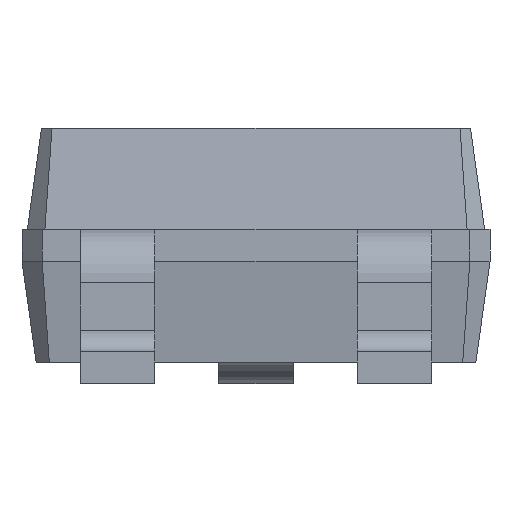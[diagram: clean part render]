
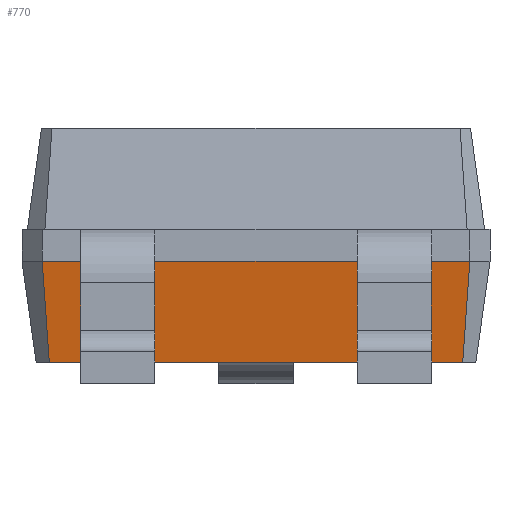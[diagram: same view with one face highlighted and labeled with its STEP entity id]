
A CAD part, front view. The second image highlights one B-rep face of the part: STEP entity #770.
In plain terms, the highlighted free-form (B-spline) face has degree [1, 1] with [2, 2] control points.
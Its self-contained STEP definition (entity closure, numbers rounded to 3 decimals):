
#54 = PLANE('',#55);
#55 = AXIS2_PLACEMENT_3D('',#56,#57,#58);
#56 = CARTESIAN_POINT('',(-1.033,-0.547,0.1));
#57 = DIRECTION('',(0.,0.,-1.));
#58 = DIRECTION('',(0.884,0.468,0.));
#134 = B_SPLINE_SURFACE_WITH_KNOTS('',1,1,(
    (#135,#136)
    ,(#137,#138
    )),.UNSPECIFIED.,.F.,.F.,.F.,(2,2),(2,2),(0.,0.134),(
    0.,1.),.PIECEWISE_BEZIER_KNOTS.);
#135 = CARTESIAN_POINT('',(-0.972,-0.608,0.1));
#136 = CARTESIAN_POINT('',(-1.005,-0.675,0.575));
#137 = CARTESIAN_POINT('',(-1.033,-0.547,0.1));
#138 = CARTESIAN_POINT('',(-1.1,-0.58,0.575));
#254 = VERTEX_POINT('',#255);
#255 = CARTESIAN_POINT('',(0.972,-0.608,0.1));
#269 = B_SPLINE_SURFACE_WITH_KNOTS('',1,1,(
    (#270,#271)
    ,(#272,#273
    )),.UNSPECIFIED.,.F.,.F.,.F.,(2,2),(2,2),(0.,0.134),(
    0.,1.),.PIECEWISE_BEZIER_KNOTS.);
#270 = CARTESIAN_POINT('',(1.033,-0.547,0.1));
#271 = CARTESIAN_POINT('',(1.1,-0.58,0.575));
#272 = CARTESIAN_POINT('',(0.972,-0.608,0.1));
#273 = CARTESIAN_POINT('',(1.005,-0.675,0.575));
#280 = EDGE_CURVE('',#254,#281,#283,.T.);
#281 = VERTEX_POINT('',#282);
#282 = CARTESIAN_POINT('',(-0.972,-0.608,0.1));
#283 = SURFACE_CURVE('',#284,(#288,#295),.PCURVE_S1.);
#284 = LINE('',#285,#286);
#285 = CARTESIAN_POINT('',(0.972,-0.608,0.1));
#286 = VECTOR('',#287,1.);
#287 = DIRECTION('',(-1.,0.,0.));
#288 = PCURVE('',#54,#289);
#289 = DEFINITIONAL_REPRESENTATION('',(#290),#294);
#290 = LINE('',#291,#292);
#291 = CARTESIAN_POINT('',(1.743,0.992));
#292 = VECTOR('',#293,1.);
#293 = DIRECTION('',(-0.884,-0.468));
#294 = ( GEOMETRIC_REPRESENTATION_CONTEXT(2) 
PARAMETRIC_REPRESENTATION_CONTEXT() REPRESENTATION_CONTEXT('2D SPACE',''
  ) );
#295 = PCURVE('',#296,#301);
#296 = B_SPLINE_SURFACE_WITH_KNOTS('',1,1,(
    (#297,#298)
    ,(#299,#300
    )),.UNSPECIFIED.,.F.,.F.,.F.,(2,2),(2,2),(0.,2.01),(0.,1.)
  ,.PIECEWISE_BEZIER_KNOTS.);
#297 = CARTESIAN_POINT('',(0.972,-0.608,0.1));
#298 = CARTESIAN_POINT('',(1.005,-0.675,0.575));
#299 = CARTESIAN_POINT('',(-0.972,-0.608,0.1));
#300 = CARTESIAN_POINT('',(-1.005,-0.675,0.575));
#301 = DEFINITIONAL_REPRESENTATION('',(#302),#305);
#302 = B_SPLINE_CURVE_WITH_KNOTS('',1,(#303,#304),.UNSPECIFIED.,.F.,.F.,
  (2,2),(0.,1.943),.PIECEWISE_BEZIER_KNOTS.);
#303 = CARTESIAN_POINT('',(0.,0.));
#304 = CARTESIAN_POINT('',(2.01,0.));
#305 = ( GEOMETRIC_REPRESENTATION_CONTEXT(2) 
PARAMETRIC_REPRESENTATION_CONTEXT() REPRESENTATION_CONTEXT('2D SPACE',''
  ) );
#461 = VERTEX_POINT('',#462);
#462 = CARTESIAN_POINT('',(-1.005,-0.675,0.575));
#483 = EDGE_CURVE('',#281,#461,#484,.T.);
#484 = SURFACE_CURVE('',#485,(#488,#495),.PCURVE_S1.);
#485 = B_SPLINE_CURVE_WITH_KNOTS('',1,(#486,#487),.UNSPECIFIED.,.F.,.F.,
  (2,2),(0.,1.),.PIECEWISE_BEZIER_KNOTS.);
#486 = CARTESIAN_POINT('',(-0.972,-0.608,0.1));
#487 = CARTESIAN_POINT('',(-1.005,-0.675,0.575));
#488 = PCURVE('',#134,#489);
#489 = DEFINITIONAL_REPRESENTATION('',(#490),#494);
#490 = LINE('',#491,#492);
#491 = CARTESIAN_POINT('',(0.,0.));
#492 = VECTOR('',#493,1.);
#493 = DIRECTION('',(0.,1.));
#494 = ( GEOMETRIC_REPRESENTATION_CONTEXT(2) 
PARAMETRIC_REPRESENTATION_CONTEXT() REPRESENTATION_CONTEXT('2D SPACE',''
  ) );
#495 = PCURVE('',#296,#496);
#496 = DEFINITIONAL_REPRESENTATION('',(#497),#501);
#497 = LINE('',#498,#499);
#498 = CARTESIAN_POINT('',(2.01,0.));
#499 = VECTOR('',#500,1.);
#500 = DIRECTION('',(0.,1.));
#501 = ( GEOMETRIC_REPRESENTATION_CONTEXT(2) 
PARAMETRIC_REPRESENTATION_CONTEXT() REPRESENTATION_CONTEXT('2D SPACE',''
  ) );
#722 = EDGE_CURVE('',#254,#723,#725,.T.);
#723 = VERTEX_POINT('',#724);
#724 = CARTESIAN_POINT('',(1.005,-0.675,0.575));
#725 = SURFACE_CURVE('',#726,(#729,#736),.PCURVE_S1.);
#726 = B_SPLINE_CURVE_WITH_KNOTS('',1,(#727,#728),.UNSPECIFIED.,.F.,.F.,
  (2,2),(0.,1.),.PIECEWISE_BEZIER_KNOTS.);
#727 = CARTESIAN_POINT('',(0.972,-0.608,0.1));
#728 = CARTESIAN_POINT('',(1.005,-0.675,0.575));
#729 = PCURVE('',#269,#730);
#730 = DEFINITIONAL_REPRESENTATION('',(#731),#735);
#731 = LINE('',#732,#733);
#732 = CARTESIAN_POINT('',(0.134,0.));
#733 = VECTOR('',#734,1.);
#734 = DIRECTION('',(0.,1.));
#735 = ( GEOMETRIC_REPRESENTATION_CONTEXT(2) 
PARAMETRIC_REPRESENTATION_CONTEXT() REPRESENTATION_CONTEXT('2D SPACE',''
  ) );
#736 = PCURVE('',#296,#737);
#737 = DEFINITIONAL_REPRESENTATION('',(#738),#742);
#738 = LINE('',#739,#740);
#739 = CARTESIAN_POINT('',(0.,0.));
#740 = VECTOR('',#741,1.);
#741 = DIRECTION('',(0.,1.));
#742 = ( GEOMETRIC_REPRESENTATION_CONTEXT(2) 
PARAMETRIC_REPRESENTATION_CONTEXT() REPRESENTATION_CONTEXT('2D SPACE',''
  ) );
#770 = ADVANCED_FACE('',(#771),#296,.F.);
#771 = FACE_BOUND('',#772,.F.);
#772 = EDGE_LOOP('',(#773,#774,#775,#803,#831,#859,#887,#913));
#773 = ORIENTED_EDGE('',*,*,#280,.T.);
#774 = ORIENTED_EDGE('',*,*,#483,.T.);
#775 = ORIENTED_EDGE('',*,*,#776,.F.);
#776 = EDGE_CURVE('',#777,#461,#779,.T.);
#777 = VERTEX_POINT('',#778);
#778 = CARTESIAN_POINT('',(-0.825,-0.675,0.575));
#779 = SURFACE_CURVE('',#780,(#784,#791),.PCURVE_S1.);
#780 = LINE('',#781,#782);
#781 = CARTESIAN_POINT('',(1.005,-0.675,0.575));
#782 = VECTOR('',#783,1.);
#783 = DIRECTION('',(-1.,0.,0.));
#784 = PCURVE('',#296,#785);
#785 = DEFINITIONAL_REPRESENTATION('',(#786),#790);
#786 = LINE('',#787,#788);
#787 = CARTESIAN_POINT('',(0.,1.));
#788 = VECTOR('',#789,1.);
#789 = DIRECTION('',(1.,0.));
#790 = ( GEOMETRIC_REPRESENTATION_CONTEXT(2) 
PARAMETRIC_REPRESENTATION_CONTEXT() REPRESENTATION_CONTEXT('2D SPACE',''
  ) );
#791 = PCURVE('',#792,#797);
#792 = PLANE('',#793);
#793 = AXIS2_PLACEMENT_3D('',#794,#795,#796);
#794 = CARTESIAN_POINT('',(1.005,-0.675,0.725));
#795 = DIRECTION('',(0.,1.,0.));
#796 = DIRECTION('',(-1.,0.,0.));
#797 = DEFINITIONAL_REPRESENTATION('',(#798),#802);
#798 = LINE('',#799,#800);
#799 = CARTESIAN_POINT('',(0.,-0.15));
#800 = VECTOR('',#801,1.);
#801 = DIRECTION('',(1.,0.));
#802 = ( GEOMETRIC_REPRESENTATION_CONTEXT(2) 
PARAMETRIC_REPRESENTATION_CONTEXT() REPRESENTATION_CONTEXT('2D SPACE',''
  ) );
#803 = ORIENTED_EDGE('',*,*,#804,.F.);
#804 = EDGE_CURVE('',#805,#777,#807,.T.);
#805 = VERTEX_POINT('',#806);
#806 = CARTESIAN_POINT('',(-0.475,-0.675,0.575));
#807 = SURFACE_CURVE('',#808,(#812,#819),.PCURVE_S1.);
#808 = LINE('',#809,#810);
#809 = CARTESIAN_POINT('',(-0.475,-0.675,0.575));
#810 = VECTOR('',#811,1.);
#811 = DIRECTION('',(-1.,0.,0.));
#812 = PCURVE('',#296,#813);
#813 = DEFINITIONAL_REPRESENTATION('',(#814),#818);
#814 = B_SPLINE_CURVE_WITH_KNOTS('',2,(#815,#816,#817),.UNSPECIFIED.,.F.
  ,.F.,(3,3),(0.,0.35),.PIECEWISE_BEZIER_KNOTS.);
#815 = CARTESIAN_POINT('',(1.48,1.));
#816 = CARTESIAN_POINT('',(1.655,1.));
#817 = CARTESIAN_POINT('',(1.83,1.));
#818 = ( GEOMETRIC_REPRESENTATION_CONTEXT(2) 
PARAMETRIC_REPRESENTATION_CONTEXT() REPRESENTATION_CONTEXT('2D SPACE',''
  ) );
#819 = PCURVE('',#820,#825);
#820 = CYLINDRICAL_SURFACE('',#821,0.1);
#821 = AXIS2_PLACEMENT_3D('',#822,#823,#824);
#822 = CARTESIAN_POINT('',(-0.475,-0.675,0.475));
#823 = DIRECTION('',(1.,0.,0.));
#824 = DIRECTION('',(0.,0.,1.));
#825 = DEFINITIONAL_REPRESENTATION('',(#826),#830);
#826 = LINE('',#827,#828);
#827 = CARTESIAN_POINT('',(0.,0.));
#828 = VECTOR('',#829,1.);
#829 = DIRECTION('',(0.,-1.));
#830 = ( GEOMETRIC_REPRESENTATION_CONTEXT(2) 
PARAMETRIC_REPRESENTATION_CONTEXT() REPRESENTATION_CONTEXT('2D SPACE',''
  ) );
#831 = ORIENTED_EDGE('',*,*,#832,.F.);
#832 = EDGE_CURVE('',#833,#805,#835,.T.);
#833 = VERTEX_POINT('',#834);
#834 = CARTESIAN_POINT('',(0.475,-0.675,0.575));
#835 = SURFACE_CURVE('',#836,(#840,#847),.PCURVE_S1.);
#836 = LINE('',#837,#838);
#837 = CARTESIAN_POINT('',(1.005,-0.675,0.575));
#838 = VECTOR('',#839,1.);
#839 = DIRECTION('',(-1.,0.,0.));
#840 = PCURVE('',#296,#841);
#841 = DEFINITIONAL_REPRESENTATION('',(#842),#846);
#842 = LINE('',#843,#844);
#843 = CARTESIAN_POINT('',(0.,1.));
#844 = VECTOR('',#845,1.);
#845 = DIRECTION('',(1.,0.));
#846 = ( GEOMETRIC_REPRESENTATION_CONTEXT(2) 
PARAMETRIC_REPRESENTATION_CONTEXT() REPRESENTATION_CONTEXT('2D SPACE',''
  ) );
#847 = PCURVE('',#848,#853);
#848 = PLANE('',#849);
#849 = AXIS2_PLACEMENT_3D('',#850,#851,#852);
#850 = CARTESIAN_POINT('',(1.005,-0.675,0.725));
#851 = DIRECTION('',(0.,1.,0.));
#852 = DIRECTION('',(-1.,0.,0.));
#853 = DEFINITIONAL_REPRESENTATION('',(#854),#858);
#854 = LINE('',#855,#856);
#855 = CARTESIAN_POINT('',(0.,-0.15));
#856 = VECTOR('',#857,1.);
#857 = DIRECTION('',(1.,0.));
#858 = ( GEOMETRIC_REPRESENTATION_CONTEXT(2) 
PARAMETRIC_REPRESENTATION_CONTEXT() REPRESENTATION_CONTEXT('2D SPACE',''
  ) );
#859 = ORIENTED_EDGE('',*,*,#860,.F.);
#860 = EDGE_CURVE('',#861,#833,#863,.T.);
#861 = VERTEX_POINT('',#862);
#862 = CARTESIAN_POINT('',(0.825,-0.675,0.575));
#863 = SURFACE_CURVE('',#864,(#868,#875),.PCURVE_S1.);
#864 = LINE('',#865,#866);
#865 = CARTESIAN_POINT('',(0.825,-0.675,0.575));
#866 = VECTOR('',#867,1.);
#867 = DIRECTION('',(-1.,0.,0.));
#868 = PCURVE('',#296,#869);
#869 = DEFINITIONAL_REPRESENTATION('',(#870),#874);
#870 = B_SPLINE_CURVE_WITH_KNOTS('',2,(#871,#872,#873),.UNSPECIFIED.,.F.
  ,.F.,(3,3),(0.,0.35),.PIECEWISE_BEZIER_KNOTS.);
#871 = CARTESIAN_POINT('',(0.18,1.));
#872 = CARTESIAN_POINT('',(0.355,1.));
#873 = CARTESIAN_POINT('',(0.53,1.));
#874 = ( GEOMETRIC_REPRESENTATION_CONTEXT(2) 
PARAMETRIC_REPRESENTATION_CONTEXT() REPRESENTATION_CONTEXT('2D SPACE',''
  ) );
#875 = PCURVE('',#876,#881);
#876 = CYLINDRICAL_SURFACE('',#877,0.1);
#877 = AXIS2_PLACEMENT_3D('',#878,#879,#880);
#878 = CARTESIAN_POINT('',(0.825,-0.675,0.475));
#879 = DIRECTION('',(1.,0.,0.));
#880 = DIRECTION('',(0.,0.,1.));
#881 = DEFINITIONAL_REPRESENTATION('',(#882),#886);
#882 = LINE('',#883,#884);
#883 = CARTESIAN_POINT('',(0.,0.));
#884 = VECTOR('',#885,1.);
#885 = DIRECTION('',(0.,-1.));
#886 = ( GEOMETRIC_REPRESENTATION_CONTEXT(2) 
PARAMETRIC_REPRESENTATION_CONTEXT() REPRESENTATION_CONTEXT('2D SPACE',''
  ) );
#887 = ORIENTED_EDGE('',*,*,#888,.F.);
#888 = EDGE_CURVE('',#723,#861,#889,.T.);
#889 = SURFACE_CURVE('',#890,(#894,#901),.PCURVE_S1.);
#890 = LINE('',#891,#892);
#891 = CARTESIAN_POINT('',(1.005,-0.675,0.575));
#892 = VECTOR('',#893,1.);
#893 = DIRECTION('',(-1.,0.,0.));
#894 = PCURVE('',#296,#895);
#895 = DEFINITIONAL_REPRESENTATION('',(#896),#900);
#896 = LINE('',#897,#898);
#897 = CARTESIAN_POINT('',(0.,1.));
#898 = VECTOR('',#899,1.);
#899 = DIRECTION('',(1.,0.));
#900 = ( GEOMETRIC_REPRESENTATION_CONTEXT(2) 
PARAMETRIC_REPRESENTATION_CONTEXT() REPRESENTATION_CONTEXT('2D SPACE',''
  ) );
#901 = PCURVE('',#902,#907);
#902 = PLANE('',#903);
#903 = AXIS2_PLACEMENT_3D('',#904,#905,#906);
#904 = CARTESIAN_POINT('',(1.005,-0.675,0.725));
#905 = DIRECTION('',(0.,1.,0.));
#906 = DIRECTION('',(-1.,0.,0.));
#907 = DEFINITIONAL_REPRESENTATION('',(#908),#912);
#908 = LINE('',#909,#910);
#909 = CARTESIAN_POINT('',(0.,-0.15));
#910 = VECTOR('',#911,1.);
#911 = DIRECTION('',(1.,0.));
#912 = ( GEOMETRIC_REPRESENTATION_CONTEXT(2) 
PARAMETRIC_REPRESENTATION_CONTEXT() REPRESENTATION_CONTEXT('2D SPACE',''
  ) );
#913 = ORIENTED_EDGE('',*,*,#722,.F.);
